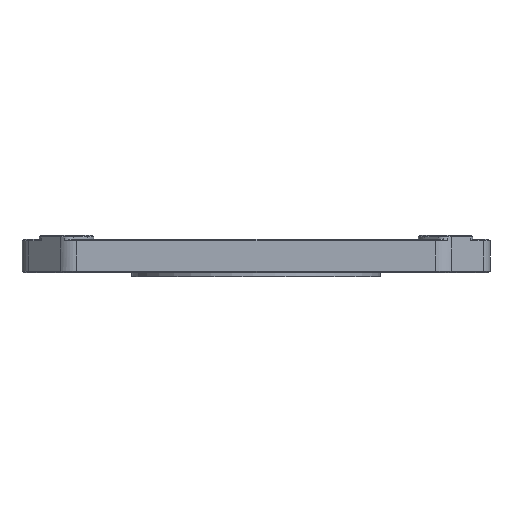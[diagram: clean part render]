
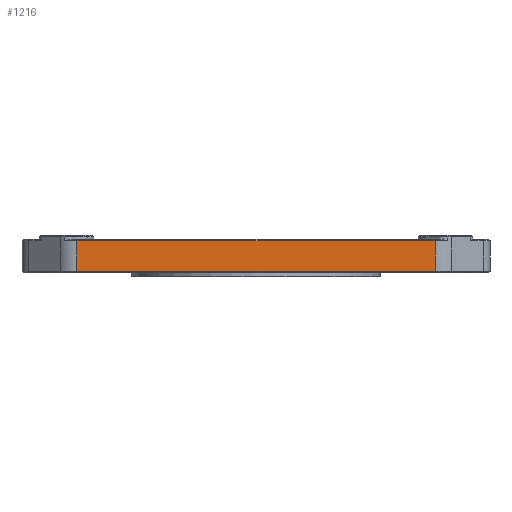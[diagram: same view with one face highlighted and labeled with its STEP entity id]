
A CAD part, left-side view. The second image highlights one B-rep face of the part: STEP entity #1216.
In plain terms, the highlighted planar face has unit normal (-1, 0, 0).
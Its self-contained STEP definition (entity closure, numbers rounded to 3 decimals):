
#228 = AXIS2_PLACEMENT_3D ( 'NONE', #755, #2800, #2220 ) ;
#482 = CARTESIAN_POINT ( 'NONE',  ( -29., 58.437, -2.05 ) ) ;
#755 = CARTESIAN_POINT ( 'NONE',  ( -29., 58.437, -2.25 ) ) ;
#997 = VERTEX_POINT ( 'NONE', #3409 ) ;
#1216 = ADVANCED_FACE ( 'NONE', ( #3802 ), #1282, .F. ) ;
#1224 = LINE ( 'NONE', #1656, #4509 ) ;
#1236 = LINE ( 'NONE', #4374, #2303 ) ;
#1282 = PLANE ( 'NONE',  #228 ) ;
#1335 = ORIENTED_EDGE ( 'NONE', *, *, #4549, .T. ) ;
#1656 = CARTESIAN_POINT ( 'NONE',  ( -29., -23.757, 2.75 ) ) ;
#1743 = VERTEX_POINT ( 'NONE', #2524 ) ;
#1773 = VECTOR ( 'NONE', #3539, 1000. ) ;
#1830 = EDGE_CURVE ( 'NONE', #5614, #1743, #1224, .T. ) ;
#2220 = DIRECTION ( 'NONE',  ( 0., 1., 0. ) ) ;
#2303 = VECTOR ( 'NONE', #4247, 1000. ) ;
#2524 = CARTESIAN_POINT ( 'NONE',  ( -29., -23.757, 2.05 ) ) ;
#2622 = VECTOR ( 'NONE', #2659, 1000. ) ;
#2659 = DIRECTION ( 'NONE',  ( 0., -1., 0. ) ) ;
#2703 = VERTEX_POINT ( 'NONE', #4166 ) ;
#2800 = DIRECTION ( 'NONE',  ( 1., 0., 0. ) ) ;
#2923 = CARTESIAN_POINT ( 'NONE',  ( -29., -23.757, -2.05 ) ) ;
#3080 = ORIENTED_EDGE ( 'NONE', *, *, #4859, .T. ) ;
#3409 = CARTESIAN_POINT ( 'NONE',  ( -29., 23.757, 2.05 ) ) ;
#3495 = LINE ( 'NONE', #482, #2622 ) ;
#3539 = DIRECTION ( 'NONE',  ( 0., 1., 0. ) ) ;
#3802 = FACE_OUTER_BOUND ( 'NONE', #5729, .T. ) ;
#3985 = ORIENTED_EDGE ( 'NONE', *, *, #4368, .T. ) ;
#4112 = CARTESIAN_POINT ( 'NONE',  ( -29., 23.757, 2.05 ) ) ;
#4166 = CARTESIAN_POINT ( 'NONE',  ( -29., 23.757, -2.05 ) ) ;
#4180 = DIRECTION ( 'NONE',  ( 0., 0., 1. ) ) ;
#4247 = DIRECTION ( 'NONE',  ( 0., 0., -1. ) ) ;
#4368 = EDGE_CURVE ( 'NONE', #2703, #5614, #3495, .T. ) ;
#4374 = CARTESIAN_POINT ( 'NONE',  ( -29., 23.757, -2.25 ) ) ;
#4501 = LINE ( 'NONE', #4112, #1773 ) ;
#4509 = VECTOR ( 'NONE', #4180, 1000. ) ;
#4549 = EDGE_CURVE ( 'NONE', #997, #2703, #1236, .T. ) ;
#4859 = EDGE_CURVE ( 'NONE', #1743, #997, #4501, .T. ) ;
#5416 = ORIENTED_EDGE ( 'NONE', *, *, #1830, .T. ) ;
#5614 = VERTEX_POINT ( 'NONE', #2923 ) ;
#5729 = EDGE_LOOP ( 'NONE', ( #1335, #3985, #5416, #3080 ) ) ;
